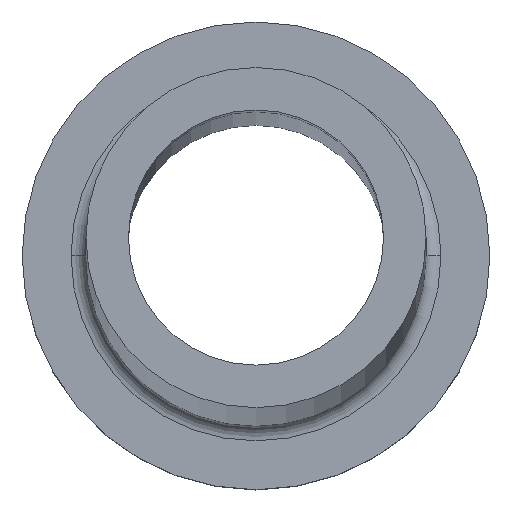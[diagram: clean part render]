
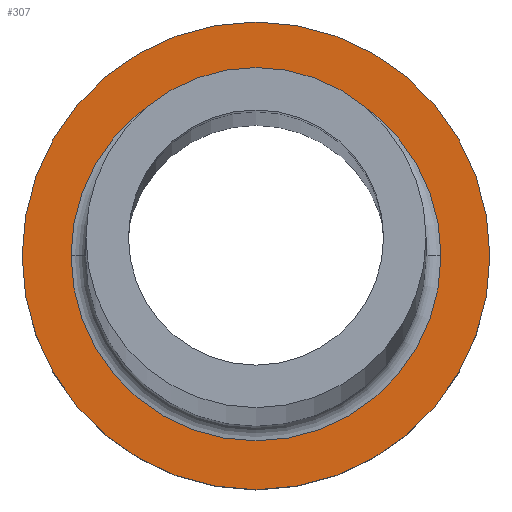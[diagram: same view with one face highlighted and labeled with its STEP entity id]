
A CAD part, top view. The second image highlights one B-rep face of the part: STEP entity #307.
In plain terms, the highlighted planar face has unit normal (0, 0, 1).
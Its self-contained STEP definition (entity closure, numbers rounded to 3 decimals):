
#4 = EDGE_CURVE ( 'NONE', #356, #103, #33, .T. ) ;
#19 = FACE_BOUND ( 'NONE', #79, .T. ) ;
#27 = DIRECTION ( 'NONE',  ( 0., 0., 1. ) ) ;
#33 = CIRCLE ( 'NONE', #295, 11. ) ;
#44 = CARTESIAN_POINT ( 'NONE',  ( 0., 0., 7. ) ) ;
#66 = DIRECTION ( 'NONE',  ( 0., 0., -1. ) ) ;
#69 = CARTESIAN_POINT ( 'NONE',  ( 0., 0., 7. ) ) ;
#76 = ORIENTED_EDGE ( 'NONE', *, *, #409, .T. ) ;
#79 = EDGE_LOOP ( 'NONE', ( #76, #108 ) ) ;
#80 = DIRECTION ( 'NONE',  ( 1., 0., 0. ) ) ;
#90 = PLANE ( 'NONE',  #364 ) ;
#103 = VERTEX_POINT ( 'NONE', #317 ) ;
#108 = ORIENTED_EDGE ( 'NONE', *, *, #416, .T. ) ;
#148 = DIRECTION ( 'NONE',  ( 0., 0., 1. ) ) ;
#199 = VERTEX_POINT ( 'NONE', #427 ) ;
#206 = EDGE_LOOP ( 'NONE', ( #375, #425 ) ) ;
#230 = AXIS2_PLACEMENT_3D ( 'NONE', #44, #245, #319 ) ;
#234 = CARTESIAN_POINT ( 'NONE',  ( 0., 0., 7. ) ) ;
#238 = EDGE_CURVE ( 'NONE', #103, #356, #353, .T. ) ;
#245 = DIRECTION ( 'NONE',  ( 0., 0., -1. ) ) ;
#247 = CIRCLE ( 'NONE', #297, 8.7 ) ;
#259 = AXIS2_PLACEMENT_3D ( 'NONE', #410, #372, #455 ) ;
#283 = CIRCLE ( 'NONE', #230, 8.7 ) ;
#295 = AXIS2_PLACEMENT_3D ( 'NONE', #421, #27, #308 ) ;
#297 = AXIS2_PLACEMENT_3D ( 'NONE', #69, #66, #388 ) ;
#307 = ADVANCED_FACE ( 'NONE', ( #19, #412 ), #90, .T. ) ;
#308 = DIRECTION ( 'NONE',  ( 1., 0., 0. ) ) ;
#312 = VERTEX_POINT ( 'NONE', #328 ) ;
#317 = CARTESIAN_POINT ( 'NONE',  ( 11., 0., 7. ) ) ;
#319 = DIRECTION ( 'NONE',  ( 1., 0., 0. ) ) ;
#328 = CARTESIAN_POINT ( 'NONE',  ( -8.7, 0., 7. ) ) ;
#342 = CARTESIAN_POINT ( 'NONE',  ( -11., 0., 7. ) ) ;
#353 = CIRCLE ( 'NONE', #259, 11. ) ;
#356 = VERTEX_POINT ( 'NONE', #342 ) ;
#364 = AXIS2_PLACEMENT_3D ( 'NONE', #234, #148, #80 ) ;
#372 = DIRECTION ( 'NONE',  ( 0., 0., 1. ) ) ;
#375 = ORIENTED_EDGE ( 'NONE', *, *, #4, .T. ) ;
#388 = DIRECTION ( 'NONE',  ( 1., 0., 0. ) ) ;
#409 = EDGE_CURVE ( 'NONE', #199, #312, #283, .T. ) ;
#410 = CARTESIAN_POINT ( 'NONE',  ( 0., 0., 7. ) ) ;
#412 = FACE_OUTER_BOUND ( 'NONE', #206, .T. ) ;
#416 = EDGE_CURVE ( 'NONE', #312, #199, #247, .T. ) ;
#421 = CARTESIAN_POINT ( 'NONE',  ( 0., 0., 7. ) ) ;
#425 = ORIENTED_EDGE ( 'NONE', *, *, #238, .T. ) ;
#427 = CARTESIAN_POINT ( 'NONE',  ( 8.7, 0., 7. ) ) ;
#455 = DIRECTION ( 'NONE',  ( 1., 0., 0. ) ) ;
